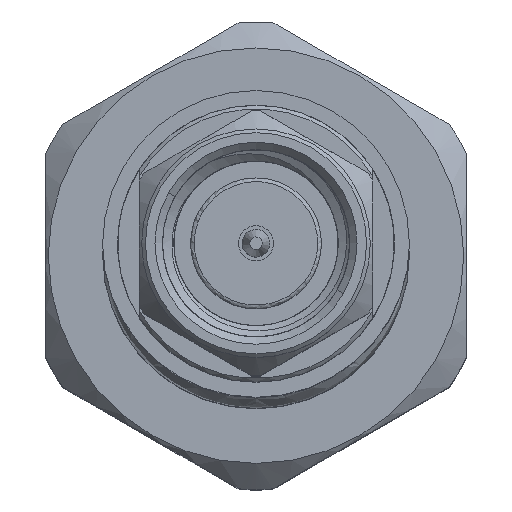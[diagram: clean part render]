
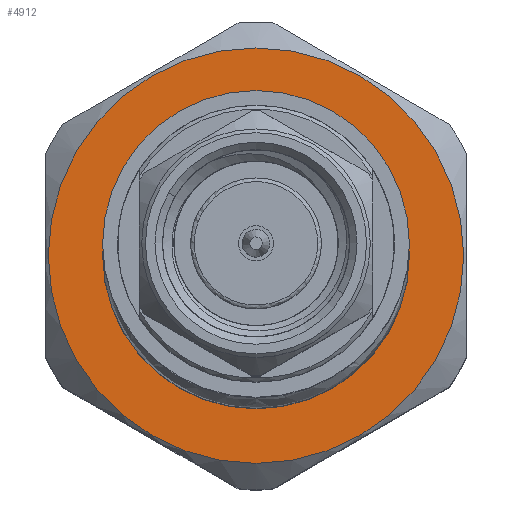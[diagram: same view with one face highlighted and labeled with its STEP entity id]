
A CAD part, top view. The second image highlights one B-rep face of the part: STEP entity #4912.
In plain terms, the highlighted face is planar.
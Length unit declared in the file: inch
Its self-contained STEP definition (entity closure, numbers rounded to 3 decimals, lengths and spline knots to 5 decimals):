
#338 = FACE_BOUND ( 'NONE', #3239, .T. ) ;
#442 = EDGE_LOOP ( 'NONE', ( #2192 ) ) ;
#1007 = DIRECTION ( 'NONE',  ( 0., 0., 1. ) ) ;
#1228 = DIRECTION ( 'NONE',  ( -1., 0., 0. ) ) ;
#1607 = AXIS2_PLACEMENT_3D ( 'NONE', #3650, #2099, #4925 ) ;
#1726 = VERTEX_POINT ( 'NONE', #5031 ) ;
#1844 = VERTEX_POINT ( 'NONE', #1920 ) ;
#1920 = CARTESIAN_POINT ( 'NONE',  ( 0.59097, 0., 0.27762 ) ) ;
#2099 = DIRECTION ( 'NONE',  ( -1., 0., 0. ) ) ;
#2192 = ORIENTED_EDGE ( 'NONE', *, *, #6828, .F. ) ;
#2305 = ORIENTED_EDGE ( 'NONE', *, *, #2753, .T. ) ;
#2753 = EDGE_CURVE ( 'NONE', #1726, #1726, #5783, .T. ) ;
#3078 = FACE_OUTER_BOUND ( 'NONE', #442, .T. ) ;
#3239 = EDGE_LOOP ( 'NONE', ( #2305 ) ) ;
#3650 = CARTESIAN_POINT ( 'NONE',  ( 0.59097, 0.27762, 0. ) ) ;
#3852 = AXIS2_PLACEMENT_3D ( 'NONE', #4624, #1228, #5661 ) ;
#4191 = PLANE ( 'NONE',  #1607 ) ;
#4624 = CARTESIAN_POINT ( 'NONE',  ( 0.59097, 0., 0. ) ) ;
#4912 = ADVANCED_FACE ( 'NONE', ( #3078, #338 ), #4191, .F. ) ;
#4925 = DIRECTION ( 'NONE',  ( 0., 0., 1. ) ) ;
#5031 = CARTESIAN_POINT ( 'NONE',  ( 0.59097, 0., 0.185 ) ) ;
#5661 = DIRECTION ( 'NONE',  ( 0., 0., 1. ) ) ;
#5783 = CIRCLE ( 'NONE', #6694, 0.185 ) ;
#5872 = CARTESIAN_POINT ( 'NONE',  ( 0.59097, 0., 0. ) ) ;
#6037 = CIRCLE ( 'NONE', #3852, 0.27762 ) ;
#6694 = AXIS2_PLACEMENT_3D ( 'NONE', #5872, #7030, #1007 ) ;
#6828 = EDGE_CURVE ( 'NONE', #1844, #1844, #6037, .T. ) ;
#7030 = DIRECTION ( 'NONE',  ( -1., 0., 0. ) ) ;
